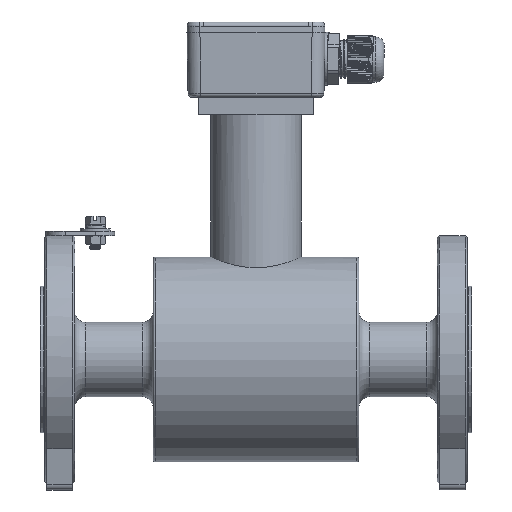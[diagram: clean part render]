
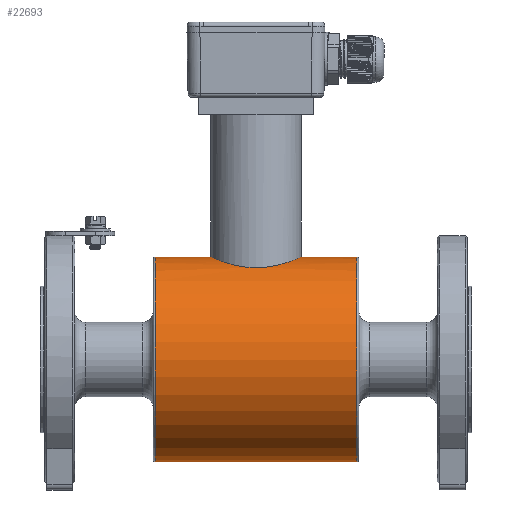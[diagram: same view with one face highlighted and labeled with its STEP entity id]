
A CAD part, left-side view. The second image highlights one B-rep face of the part: STEP entity #22693.
In plain terms, the highlighted cylindrical face has radius 47.5 mm (diameter 95 mm), a full revolution.
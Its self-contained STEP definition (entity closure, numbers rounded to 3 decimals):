
#783=FACE_BOUND('',#3020,.T.);
#1537=FACE_OUTER_BOUND('',#3019,.T.);
#3019=EDGE_LOOP('',(#15371,#15372,#15373,#15374));
#3020=EDGE_LOOP('',(#15375));
#4469=CIRCLE('',#24337,47.5);
#4472=CIRCLE('',#24341,47.5);
#5755=B_SPLINE_CURVE_WITH_KNOTS('',3,(#48923,#48924,#48925,#48926,#48927,
#48928,#48929,#48930,#48931,#48932,#48933,#48934,#48935,#48936,#48937,#48938,
#48939,#48940,#48941,#48942,#48943,#48944,#48945,#48946,#48947,#48948,#48949,
#48950,#48951,#48952,#48953,#48954,#48955,#48956,#48957,#48958,#48959,#48960,
#48961,#48962,#48963,#48964,#48965,#48966,#48967,#48968,#48969,#48970,#48971,
#48972,#48973,#48974,#48975,#48976,#48977,#48978,#48979,#48980,#48981,#48982,
#48983,#48984,#48985,#48986,#48987,#48988),.UNSPECIFIED.,.T.,.F.,(4,2,2,
2,2,2,2,2,2,2,2,2,2,2,2,2,2,2,2,2,2,2,2,2,2,2,2,2,2,2,2,2,4),(-12.853,
-12.451,-12.049,-11.647,-11.245,
-10.843,-10.442,-10.041,-9.639,
-9.238,-8.837,-8.435,-8.034,
-7.632,-7.23,-6.828,-6.426,
-6.024,-5.622,-5.22,-4.818,
-4.417,-4.016,-3.614,-3.213,
-2.812,-2.41,-2.009,-1.608,
-1.206,-0.804,-0.402,0.),
 .UNSPECIFIED.);
#6279=LINE('',#48921,#7673);
#7673=VECTOR('',#27703,47.5);
#9237=VERTEX_POINT('',#48913);
#9239=VERTEX_POINT('',#48919);
#9240=VERTEX_POINT('',#48922);
#11411=EDGE_CURVE('',#9237,#9237,#4469,.T.);
#11414=EDGE_CURVE('',#9239,#9239,#4472,.T.);
#11415=EDGE_CURVE('',#9239,#9237,#6279,.T.);
#11416=EDGE_CURVE('',#9240,#9240,#5755,.T.);
#15371=ORIENTED_EDGE('',*,*,#11414,.F.);
#15372=ORIENTED_EDGE('',*,*,#11415,.T.);
#15373=ORIENTED_EDGE('',*,*,#11411,.F.);
#15374=ORIENTED_EDGE('',*,*,#11415,.F.);
#15375=ORIENTED_EDGE('',*,*,#11416,.T.);
#20935=CYLINDRICAL_SURFACE('',#24340,47.5);
#22693=ADVANCED_FACE('',(#1537,#783),#20935,.T.);
#24337=AXIS2_PLACEMENT_3D('',#48914,#27693,#27694);
#24340=AXIS2_PLACEMENT_3D('',#48918,#27699,#27700);
#24341=AXIS2_PLACEMENT_3D('',#48920,#27701,#27702);
#27693=DIRECTION('center_axis',(-1.,0.,0.));
#27694=DIRECTION('ref_axis',(0.,-1.,0.));
#27699=DIRECTION('center_axis',(1.,0.,0.));
#27700=DIRECTION('ref_axis',(0.,1.,0.));
#27701=DIRECTION('center_axis',(1.,0.,0.));
#27702=DIRECTION('ref_axis',(0.,-1.,0.));
#27703=DIRECTION('',(-1.,0.,0.));
#48913=CARTESIAN_POINT('',(-46.75,-169.,0.));
#48914=CARTESIAN_POINT('Origin',(-46.75,-121.5,0.));
#48918=CARTESIAN_POINT('Origin',(0.,-121.5,0.));
#48919=CARTESIAN_POINT('',(46.75,-169.,0.));
#48920=CARTESIAN_POINT('Origin',(46.75,-121.5,0.));
#48921=CARTESIAN_POINT('',(0.,-169.,0.));
#48922=CARTESIAN_POINT('',(-21.,-74.,0.));
#48923=CARTESIAN_POINT('Ctrl Pts',(0.,-78.894,
-21.));
#48924=CARTESIAN_POINT('Ctrl Pts',(1.34,-78.894,-21.));
#48925=CARTESIAN_POINT('Ctrl Pts',(2.718,-78.829,-20.87));
#48926=CARTESIAN_POINT('Ctrl Pts',(5.447,-78.569,-20.329));
#48927=CARTESIAN_POINT('Ctrl Pts',(6.798,-78.374,-19.919));
#48928=CARTESIAN_POINT('Ctrl Pts',(9.378,-77.893,-18.842));
#48929=CARTESIAN_POINT('Ctrl Pts',(10.61,-77.607,-18.175));
#48930=CARTESIAN_POINT('Ctrl Pts',(12.884,-77.002,-16.64));
#48931=CARTESIAN_POINT('Ctrl Pts',(13.926,-76.684,-15.772));
#48932=CARTESIAN_POINT('Ctrl Pts',(15.771,-76.077,-13.928));
#48933=CARTESIAN_POINT('Ctrl Pts',(16.638,-75.766,-12.886));
#48934=CARTESIAN_POINT('Ctrl Pts',(18.174,-75.186,-10.611));
#48935=CARTESIAN_POINT('Ctrl Pts',(18.842,-74.917,-9.378));
#48936=CARTESIAN_POINT('Ctrl Pts',(19.919,-74.47,-6.796));
#48937=CARTESIAN_POINT('Ctrl Pts',(20.33,-74.293,-5.445));
#48938=CARTESIAN_POINT('Ctrl Pts',(20.87,-74.058,-2.715));
#48939=CARTESIAN_POINT('Ctrl Pts',(21.,-74.,-1.338));
#48940=CARTESIAN_POINT('Ctrl Pts',(21.,-74.,1.338));
#48941=CARTESIAN_POINT('Ctrl Pts',(20.87,-74.058,2.715));
#48942=CARTESIAN_POINT('Ctrl Pts',(20.33,-74.293,5.445));
#48943=CARTESIAN_POINT('Ctrl Pts',(19.919,-74.47,6.796));
#48944=CARTESIAN_POINT('Ctrl Pts',(18.842,-74.917,9.378));
#48945=CARTESIAN_POINT('Ctrl Pts',(18.174,-75.186,10.611));
#48946=CARTESIAN_POINT('Ctrl Pts',(16.638,-75.766,12.886));
#48947=CARTESIAN_POINT('Ctrl Pts',(15.771,-76.077,13.928));
#48948=CARTESIAN_POINT('Ctrl Pts',(13.926,-76.684,15.772));
#48949=CARTESIAN_POINT('Ctrl Pts',(12.884,-77.002,16.64));
#48950=CARTESIAN_POINT('Ctrl Pts',(10.61,-77.607,18.175));
#48951=CARTESIAN_POINT('Ctrl Pts',(9.378,-77.893,18.842));
#48952=CARTESIAN_POINT('Ctrl Pts',(6.798,-78.374,19.919));
#48953=CARTESIAN_POINT('Ctrl Pts',(5.447,-78.569,20.329));
#48954=CARTESIAN_POINT('Ctrl Pts',(2.718,-78.829,20.87));
#48955=CARTESIAN_POINT('Ctrl Pts',(1.34,-78.894,21.));
#48956=CARTESIAN_POINT('Ctrl Pts',(-1.34,-78.894,
21.));
#48957=CARTESIAN_POINT('Ctrl Pts',(-2.718,-78.829,
20.87));
#48958=CARTESIAN_POINT('Ctrl Pts',(-5.447,-78.569,
20.329));
#48959=CARTESIAN_POINT('Ctrl Pts',(-6.798,-78.374,19.919));
#48960=CARTESIAN_POINT('Ctrl Pts',(-9.378,-77.893,18.842));
#48961=CARTESIAN_POINT('Ctrl Pts',(-10.61,-77.607,
18.175));
#48962=CARTESIAN_POINT('Ctrl Pts',(-12.884,-77.002,16.64));
#48963=CARTESIAN_POINT('Ctrl Pts',(-13.926,-76.684,
15.772));
#48964=CARTESIAN_POINT('Ctrl Pts',(-15.771,-76.077,
13.928));
#48965=CARTESIAN_POINT('Ctrl Pts',(-16.638,-75.766,
12.886));
#48966=CARTESIAN_POINT('Ctrl Pts',(-18.174,-75.186,
10.611));
#48967=CARTESIAN_POINT('Ctrl Pts',(-18.842,-74.917,9.378));
#48968=CARTESIAN_POINT('Ctrl Pts',(-19.919,-74.47,
6.796));
#48969=CARTESIAN_POINT('Ctrl Pts',(-20.33,-74.293,
5.445));
#48970=CARTESIAN_POINT('Ctrl Pts',(-20.87,-74.058,
2.715));
#48971=CARTESIAN_POINT('Ctrl Pts',(-21.,-74.,1.338));
#48972=CARTESIAN_POINT('Ctrl Pts',(-21.,-74.,-1.338));
#48973=CARTESIAN_POINT('Ctrl Pts',(-20.87,-74.058,
-2.715));
#48974=CARTESIAN_POINT('Ctrl Pts',(-20.33,-74.293,
-5.445));
#48975=CARTESIAN_POINT('Ctrl Pts',(-19.919,-74.47,
-6.796));
#48976=CARTESIAN_POINT('Ctrl Pts',(-18.842,-74.917,-9.378));
#48977=CARTESIAN_POINT('Ctrl Pts',(-18.174,-75.186,
-10.611));
#48978=CARTESIAN_POINT('Ctrl Pts',(-16.638,-75.766,
-12.886));
#48979=CARTESIAN_POINT('Ctrl Pts',(-15.771,-76.077,
-13.928));
#48980=CARTESIAN_POINT('Ctrl Pts',(-13.926,-76.684,
-15.772));
#48981=CARTESIAN_POINT('Ctrl Pts',(-12.884,-77.002,-16.64));
#48982=CARTESIAN_POINT('Ctrl Pts',(-10.61,-77.607,
-18.175));
#48983=CARTESIAN_POINT('Ctrl Pts',(-9.378,-77.893,-18.842));
#48984=CARTESIAN_POINT('Ctrl Pts',(-6.798,-78.374,-19.919));
#48985=CARTESIAN_POINT('Ctrl Pts',(-5.447,-78.569,
-20.329));
#48986=CARTESIAN_POINT('Ctrl Pts',(-2.718,-78.829,
-20.87));
#48987=CARTESIAN_POINT('Ctrl Pts',(-1.34,-78.894,
-21.));
#48988=CARTESIAN_POINT('Ctrl Pts',(0.,-78.894,
-21.));
